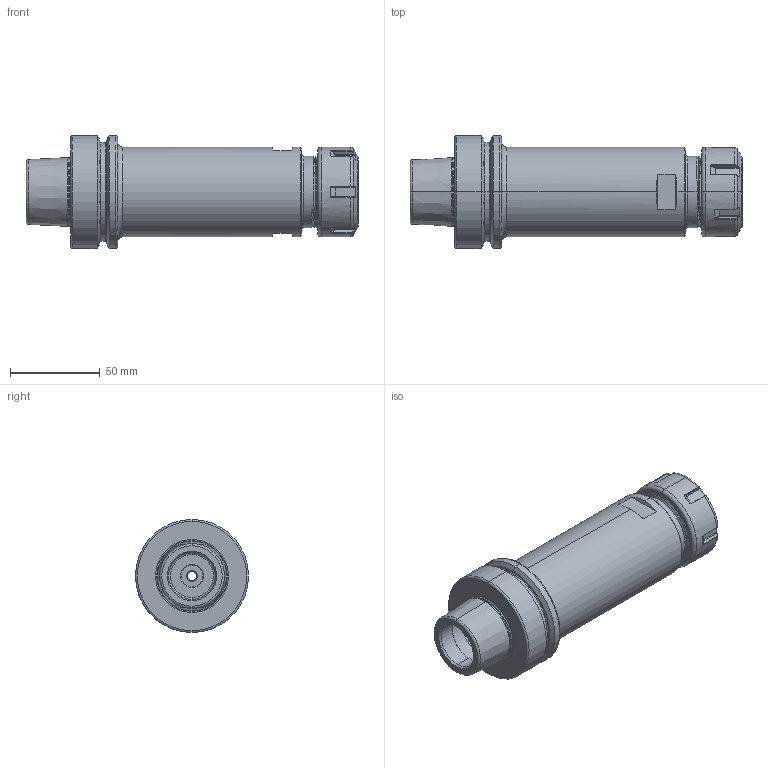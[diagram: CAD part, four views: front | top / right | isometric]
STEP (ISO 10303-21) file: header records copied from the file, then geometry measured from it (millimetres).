
FILE_DESCRIPTION (( 'STEP AP203' ), '1' );
FILE_NAME ('F63.02.20.2.STEP', '2017-12-25T10:47:39', ( '' ), ( '' ), 'SwSTEP 2.0', 'SolidWorks 2012', '' );
FILE_SCHEMA (( 'CONFIG_CONTROL_DESIGN' ));
Length unit declared in the file: millimetre
Products named in the file (3): 2-01.100.0320230C7_ER32螺帽(六溝); F63.02.20.2
Assembly tree (2 placements, depth 2):
  F63.02.20.2
    F63.02.20.2
    2-01.100.0320230C7_ER32螺帽(六溝)
Bounding box: 185 x 63 x 63 mm (x, y, z)
Volume: 267512.8 mm3; surface area: 58693.7 mm2
Topology: 2 solids, 2 shells, 418 faces, 1053 edges, 649 vertices
Faces by surface type: cylinder 207, bspline 68, plane 60, torus 54, cone 29
Entity records: 27144 total; most frequent: CARTESIAN_POINT 18359, ORIENTED_EDGE 2106, DIRECTION 1404, EDGE_CURVE 1053, VERTEX_POINT 649, AXIS2_PLACEMENT_3D 552, EDGE_LOOP 432, ADVANCED_FACE 418
